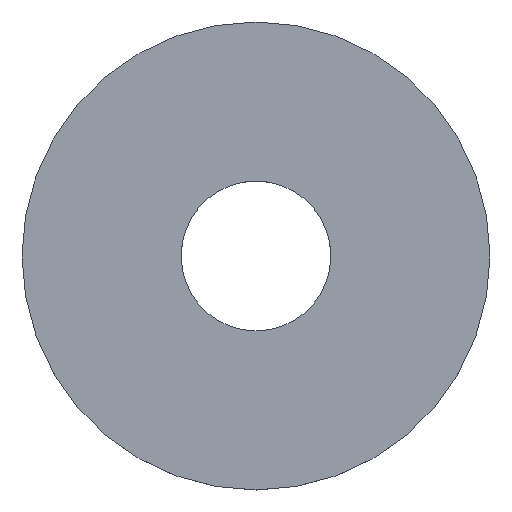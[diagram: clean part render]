
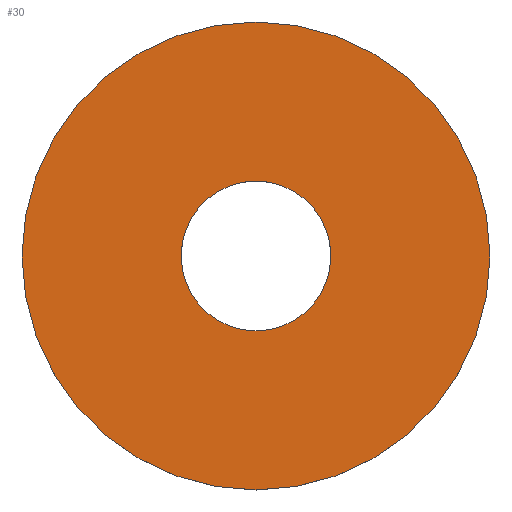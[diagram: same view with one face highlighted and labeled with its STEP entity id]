
A CAD part, top view. The second image highlights one B-rep face of the part: STEP entity #30.
In plain terms, the highlighted planar face has unit normal (0, 0, 1).
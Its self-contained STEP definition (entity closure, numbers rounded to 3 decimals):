
#1 = CARTESIAN_POINT ( 'NONE',  ( 0., 0., 1.1 ) ) ;
#2 = CARTESIAN_POINT ( 'NONE',  ( 0., 4., 1.1 ) ) ;
#30 = ADVANCED_FACE ( 'NONE', ( #50, #59 ), #152, .T. ) ;
#42 = ORIENTED_EDGE ( 'NONE', *, *, #169, .F. ) ;
#43 = DIRECTION ( 'NONE',  ( 0., 0., -1. ) ) ;
#45 = DIRECTION ( 'NONE',  ( 0., 0., -1. ) ) ;
#50 = FACE_BOUND ( 'NONE', #113, .T. ) ;
#51 = EDGE_CURVE ( 'NONE', #57, #57, #143, .T. ) ;
#57 = VERTEX_POINT ( 'NONE', #2 ) ;
#58 = CARTESIAN_POINT ( 'NONE',  ( 0., 0., 1.1 ) ) ;
#59 = FACE_OUTER_BOUND ( 'NONE', #156, .T. ) ;
#72 = DIRECTION ( 'NONE',  ( 0., 1., 0. ) ) ;
#79 = AXIS2_PLACEMENT_3D ( 'NONE', #58, #43, #160 ) ;
#81 = CARTESIAN_POINT ( 'NONE',  ( 0., 12.5, 1.1 ) ) ;
#90 = DIRECTION ( 'NONE',  ( 0., 0., 1. ) ) ;
#93 = VERTEX_POINT ( 'NONE', #81 ) ;
#96 = CIRCLE ( 'NONE', #79, 12.5 ) ;
#99 = AXIS2_PLACEMENT_3D ( 'NONE', #1, #45, #72 ) ;
#113 = EDGE_LOOP ( 'NONE', ( #168 ) ) ;
#140 = AXIS2_PLACEMENT_3D ( 'NONE', #158, #90, #145 ) ;
#143 = CIRCLE ( 'NONE', #99, 4. ) ;
#145 = DIRECTION ( 'NONE',  ( 0., -1., 0. ) ) ;
#152 = PLANE ( 'NONE',  #140 ) ;
#156 = EDGE_LOOP ( 'NONE', ( #42 ) ) ;
#158 = CARTESIAN_POINT ( 'NONE',  ( 0., 4., 1.1 ) ) ;
#160 = DIRECTION ( 'NONE',  ( 0., 1., 0. ) ) ;
#168 = ORIENTED_EDGE ( 'NONE', *, *, #51, .T. ) ;
#169 = EDGE_CURVE ( 'NONE', #93, #93, #96, .T. ) ;
